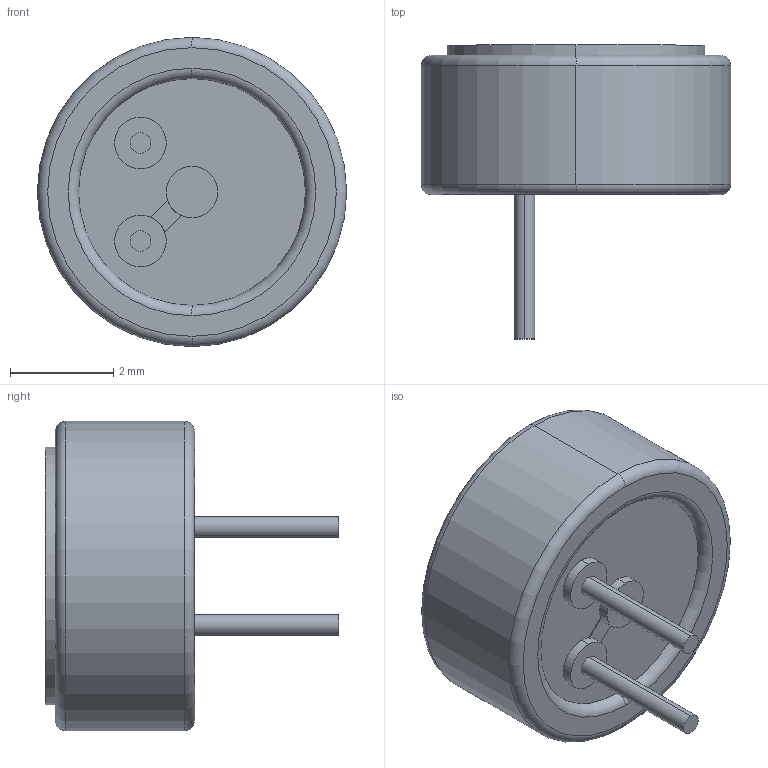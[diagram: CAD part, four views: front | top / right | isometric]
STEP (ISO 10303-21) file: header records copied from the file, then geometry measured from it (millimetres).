
FILE_DESCRIPTION(('STEP AP214'),'1');
FILE_NAME('cmc-2742pbj-a.stp','2015-02-24T15:53:20',('TraceParts'),('TraceParts S.A.'),'XStep 1.0',' ',' ');
FILE_SCHEMA(('automotive_design'));
Length unit declared in the file: millimetre
Products named in the file (1): CMC-2742PBJ-A
Bounding box: 6 x 5.7 x 6 mm (x, y, z)
Volume: 78 mm3; surface area: 117.8 mm2
Topology: 1 solids, 1 shells, 32 faces, 68 edges, 44 vertices
Faces by surface type: cylinder 14, plane 12, torus 6
Entity records: 901 total; most frequent: DIRECTION 180, CARTESIAN_POINT 145, ORIENTED_EDGE 136, AXIS2_PLACEMENT_3D 79, EDGE_CURVE 68, CIRCLE 46, VERTEX_POINT 44, EDGE_LOOP 38
